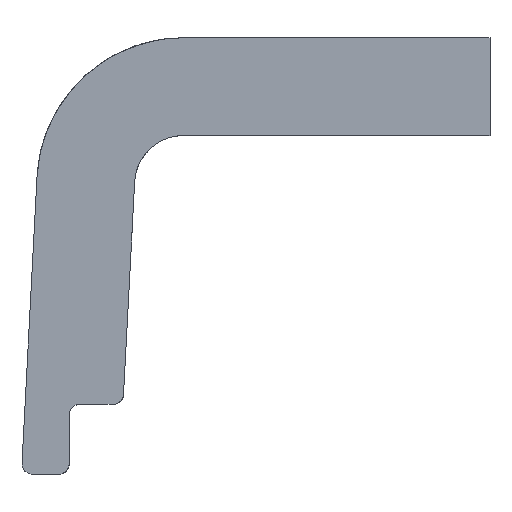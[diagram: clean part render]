
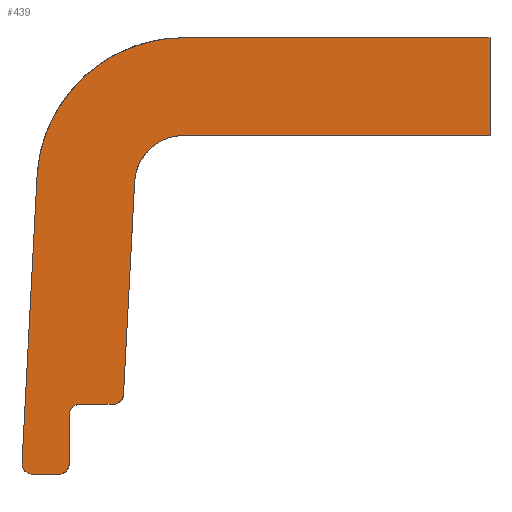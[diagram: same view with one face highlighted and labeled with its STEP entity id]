
A CAD part, top view. The second image highlights one B-rep face of the part: STEP entity #439.
In plain terms, the highlighted free-form (B-spline) face has degree [1, 1] with [2, 2] control points.
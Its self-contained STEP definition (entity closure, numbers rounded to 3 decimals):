
#320=(
BOUNDED_SURFACE()
B_SPLINE_SURFACE(1,1,((#321,#322),(#323,#324)),.UNSPECIFIED.,.F.,.F.,.F.)
B_SPLINE_SURFACE_WITH_KNOTS((2,2),(2,2),(0.000,1.000),(0.000,1.000),.UNSPECIFIED.)
GEOMETRIC_REPRESENTATION_ITEM()
RATIONAL_B_SPLINE_SURFACE(((1.,1.),(1.,1.)))
REPRESENTATION_ITEM('')
SURFACE()
);
#321=CARTESIAN_POINT('',(12.,0.,0.));
#322=CARTESIAN_POINT('',(-1.408,0.,0.));
#323=CARTESIAN_POINT('',(12.,12.5,0.));
#324=CARTESIAN_POINT('',(-1.408,12.5,0.));
#325=CARTESIAN_POINT('',(-0.05,0.3,0.));
#326=VERTEX_POINT('',#325);
#327=(
BOUNDED_CURVE()
B_SPLINE_CURVE(2,(#328,#329,#330),.UNSPECIFIED.,.F.,.F.)
B_SPLINE_CURVE_WITH_KNOTS((3,3),(0.000,1.000),.UNSPECIFIED.)
CURVE()
GEOMETRIC_REPRESENTATION_ITEM()
RATIONAL_B_SPLINE_CURVE((1.,0.707,1.))
REPRESENTATION_ITEM('')
);
#328=CARTESIAN_POINT('',(-0.05,0.3,0.));
#329=CARTESIAN_POINT('',(-0.05,0.,0.));
#330=CARTESIAN_POINT('',(-0.35,0.,0.));
#331=CARTESIAN_POINT('',(-0.35,0.,0.));
#332=VERTEX_POINT('',#331);
#333=EDGE_CURVE('',#326,#332,#327,.T.);
#334=ORIENTED_EDGE('',*,*,#333,.T.);
#335=(
BOUNDED_CURVE()
B_SPLINE_CURVE(1,(#336,#337),.UNSPECIFIED.,.F.,.F.)
B_SPLINE_CURVE_WITH_KNOTS((2,2),(0.000,1.000),.UNSPECIFIED.)
CURVE()
GEOMETRIC_REPRESENTATION_ITEM()
RATIONAL_B_SPLINE_CURVE((1.,1.))
REPRESENTATION_ITEM('')
);
#336=CARTESIAN_POINT('',(-0.35,0.,0.));
#337=CARTESIAN_POINT('',(-1.101,0.,0.));
#338=CARTESIAN_POINT('',(-1.101,0.,0.));
#339=VERTEX_POINT('',#338);
#340=EDGE_CURVE('',#332,#339,#335,.T.);
#341=ORIENTED_EDGE('',*,*,#340,.T.);
#342=(
BOUNDED_CURVE()
B_SPLINE_CURVE(2,(#343,#344,#345),.UNSPECIFIED.,.F.,.F.)
B_SPLINE_CURVE_WITH_KNOTS((3,3),(0.000,1.000),.UNSPECIFIED.)
CURVE()
GEOMETRIC_REPRESENTATION_ITEM()
RATIONAL_B_SPLINE_CURVE((1.,0.919,1.))
REPRESENTATION_ITEM('')
);
#343=CARTESIAN_POINT('',(-1.101,0.,0.));
#344=CARTESIAN_POINT('',(-1.23,0.,0.));
#345=CARTESIAN_POINT('',(-1.319,0.093,0.));
#346=CARTESIAN_POINT('',(-1.319,0.093,0.));
#347=VERTEX_POINT('',#346);
#348=EDGE_CURVE('',#339,#347,#342,.T.);
#349=ORIENTED_EDGE('',*,*,#348,.T.);
#350=(
BOUNDED_CURVE()
B_SPLINE_CURVE(2,(#351,#352,#353),.UNSPECIFIED.,.F.,.F.)
B_SPLINE_CURVE_WITH_KNOTS((3,3),(0.000,1.000),.UNSPECIFIED.)
CURVE()
GEOMETRIC_REPRESENTATION_ITEM()
RATIONAL_B_SPLINE_CURVE((1.,0.919,1.))
REPRESENTATION_ITEM('')
);
#351=CARTESIAN_POINT('',(-1.319,0.093,0.));
#352=CARTESIAN_POINT('',(-1.408,0.187,0.));
#353=CARTESIAN_POINT('',(-1.401,0.316,0.));
#354=CARTESIAN_POINT('',(-1.401,0.316,0.));
#355=VERTEX_POINT('',#354);
#356=EDGE_CURVE('',#347,#355,#350,.T.);
#357=ORIENTED_EDGE('',*,*,#356,.T.);
#358=(
BOUNDED_CURVE()
B_SPLINE_CURVE(1,(#359,#360),.UNSPECIFIED.,.F.,.F.)
B_SPLINE_CURVE_WITH_KNOTS((2,2),(0.000,1.000),.UNSPECIFIED.)
CURVE()
GEOMETRIC_REPRESENTATION_ITEM()
RATIONAL_B_SPLINE_CURVE((1.,1.))
REPRESENTATION_ITEM('')
);
#359=CARTESIAN_POINT('',(-1.401,0.316,0.));
#360=CARTESIAN_POINT('',(-0.971,8.52,0.));
#361=CARTESIAN_POINT('',(-0.971,8.52,0.));
#362=VERTEX_POINT('',#361);
#363=EDGE_CURVE('',#355,#362,#358,.T.);
#364=ORIENTED_EDGE('',*,*,#363,.T.);
#365=(
BOUNDED_CURVE()
B_SPLINE_CURVE(2,(#366,#367,#368),.UNSPECIFIED.,.F.,.F.)
B_SPLINE_CURVE_WITH_KNOTS((3,3),(0.000,1.000),.UNSPECIFIED.)
CURVE()
GEOMETRIC_REPRESENTATION_ITEM()
RATIONAL_B_SPLINE_CURVE((1.,0.725,1.))
REPRESENTATION_ITEM('')
);
#366=CARTESIAN_POINT('',(-0.971,8.52,0.));
#367=CARTESIAN_POINT('',(-0.762,12.5,0.));
#368=CARTESIAN_POINT('',(3.223,12.5,0.));
#369=CARTESIAN_POINT('',(3.223,12.5,0.));
#370=VERTEX_POINT('',#369);
#371=EDGE_CURVE('',#362,#370,#365,.T.);
#372=ORIENTED_EDGE('',*,*,#371,.T.);
#373=(
BOUNDED_CURVE()
B_SPLINE_CURVE(1,(#374,#375),.UNSPECIFIED.,.F.,.F.)
B_SPLINE_CURVE_WITH_KNOTS((2,2),(0.000,1.000),.UNSPECIFIED.)
CURVE()
GEOMETRIC_REPRESENTATION_ITEM()
RATIONAL_B_SPLINE_CURVE((1.,1.))
REPRESENTATION_ITEM('')
);
#374=CARTESIAN_POINT('',(3.223,12.5,0.));
#375=CARTESIAN_POINT('',(12.,12.5,0.));
#376=CARTESIAN_POINT('',(12.,12.5,0.));
#377=VERTEX_POINT('',#376);
#378=EDGE_CURVE('',#370,#377,#373,.T.);
#379=ORIENTED_EDGE('',*,*,#378,.T.);
#380=(
BOUNDED_CURVE()
B_SPLINE_CURVE(1,(#381,#382),.UNSPECIFIED.,.F.,.F.)
B_SPLINE_CURVE_WITH_KNOTS((2,2),(0.000,1.000),.UNSPECIFIED.)
CURVE()
GEOMETRIC_REPRESENTATION_ITEM()
RATIONAL_B_SPLINE_CURVE((1.,1.))
REPRESENTATION_ITEM('')
);
#381=CARTESIAN_POINT('',(12.,12.5,0.));
#382=CARTESIAN_POINT('',(12.,9.7,0.));
#383=CARTESIAN_POINT('',(12.,9.7,0.));
#384=VERTEX_POINT('',#383);
#385=EDGE_CURVE('',#377,#384,#380,.T.);
#386=ORIENTED_EDGE('',*,*,#385,.T.);
#387=(
BOUNDED_CURVE()
B_SPLINE_CURVE(1,(#388,#389),.UNSPECIFIED.,.F.,.F.)
B_SPLINE_CURVE_WITH_KNOTS((2,2),(0.000,1.000),.UNSPECIFIED.)
CURVE()
GEOMETRIC_REPRESENTATION_ITEM()
RATIONAL_B_SPLINE_CURVE((1.,1.))
REPRESENTATION_ITEM('')
);
#388=CARTESIAN_POINT('',(12.,9.7,0.));
#389=CARTESIAN_POINT('',(3.223,9.7,0.));
#390=CARTESIAN_POINT('',(3.223,9.7,0.));
#391=VERTEX_POINT('',#390);
#392=EDGE_CURVE('',#384,#391,#387,.T.);
#393=ORIENTED_EDGE('',*,*,#392,.T.);
#394=(
BOUNDED_CURVE()
B_SPLINE_CURVE(2,(#395,#396,#397),.UNSPECIFIED.,.F.,.F.)
B_SPLINE_CURVE_WITH_KNOTS((3,3),(0.000,1.000),.UNSPECIFIED.)
CURVE()
GEOMETRIC_REPRESENTATION_ITEM()
RATIONAL_B_SPLINE_CURVE((1.,0.725,1.))
REPRESENTATION_ITEM('')
);
#395=CARTESIAN_POINT('',(3.223,9.7,0.));
#396=CARTESIAN_POINT('',(1.895,9.7,0.));
#397=CARTESIAN_POINT('',(1.825,8.373,0.));
#398=CARTESIAN_POINT('',(1.825,8.373,0.));
#399=VERTEX_POINT('',#398);
#400=EDGE_CURVE('',#391,#399,#394,.T.);
#401=ORIENTED_EDGE('',*,*,#400,.T.);
#402=(
BOUNDED_CURVE()
B_SPLINE_CURVE(1,(#403,#404),.UNSPECIFIED.,.F.,.F.)
B_SPLINE_CURVE_WITH_KNOTS((2,2),(0.000,1.000),.UNSPECIFIED.)
CURVE()
GEOMETRIC_REPRESENTATION_ITEM()
RATIONAL_B_SPLINE_CURVE((1.,1.))
REPRESENTATION_ITEM('')
);
#403=CARTESIAN_POINT('',(1.825,8.373,0.));
#404=CARTESIAN_POINT('',(1.506,2.284,0.));
#405=CARTESIAN_POINT('',(1.506,2.284,0.));
#406=VERTEX_POINT('',#405);
#407=EDGE_CURVE('',#399,#406,#402,.T.);
#408=ORIENTED_EDGE('',*,*,#407,.T.);
#409=(
BOUNDED_CURVE()
B_SPLINE_CURVE(2,(#410,#411,#412),.UNSPECIFIED.,.F.,.F.)
B_SPLINE_CURVE_WITH_KNOTS((3,3),(0.000,1.000),.UNSPECIFIED.)
CURVE()
GEOMETRIC_REPRESENTATION_ITEM()
RATIONAL_B_SPLINE_CURVE((1.,0.725,1.))
REPRESENTATION_ITEM('')
);
#410=CARTESIAN_POINT('',(1.506,2.284,0.));
#411=CARTESIAN_POINT('',(1.491,2.,0.));
#412=CARTESIAN_POINT('',(1.206,2.,0.));
#413=CARTESIAN_POINT('',(1.206,2.,0.));
#414=VERTEX_POINT('',#413);
#415=EDGE_CURVE('',#406,#414,#409,.T.);
#416=ORIENTED_EDGE('',*,*,#415,.T.);
#417=(
BOUNDED_CURVE()
B_SPLINE_CURVE(1,(#418,#419),.UNSPECIFIED.,.F.,.F.)
B_SPLINE_CURVE_WITH_KNOTS((2,2),(0.000,1.000),.UNSPECIFIED.)
CURVE()
GEOMETRIC_REPRESENTATION_ITEM()
RATIONAL_B_SPLINE_CURVE((1.,1.))
REPRESENTATION_ITEM('')
);
#418=CARTESIAN_POINT('',(1.206,2.,0.));
#419=CARTESIAN_POINT('',(0.25,2.,0.));
#420=CARTESIAN_POINT('',(0.25,2.,0.));
#421=VERTEX_POINT('',#420);
#422=EDGE_CURVE('',#414,#421,#417,.T.);
#423=ORIENTED_EDGE('',*,*,#422,.T.);
#424=(
BOUNDED_CURVE()
B_SPLINE_CURVE(2,(#425,#426,#427),.UNSPECIFIED.,.F.,.F.)
B_SPLINE_CURVE_WITH_KNOTS((3,3),(0.000,1.000),.UNSPECIFIED.)
CURVE()
GEOMETRIC_REPRESENTATION_ITEM()
RATIONAL_B_SPLINE_CURVE((1.,0.707,1.))
REPRESENTATION_ITEM('')
);
#425=CARTESIAN_POINT('',(0.25,2.,0.));
#426=CARTESIAN_POINT('',(-0.05,2.,0.));
#427=CARTESIAN_POINT('',(-0.05,1.7,0.));
#428=CARTESIAN_POINT('',(-0.05,1.7,0.));
#429=VERTEX_POINT('',#428);
#430=EDGE_CURVE('',#421,#429,#424,.T.);
#431=ORIENTED_EDGE('',*,*,#430,.T.);
#432=(
BOUNDED_CURVE()
B_SPLINE_CURVE(1,(#433,#434),.UNSPECIFIED.,.F.,.F.)
B_SPLINE_CURVE_WITH_KNOTS((2,2),(0.000,1.000),.UNSPECIFIED.)
CURVE()
GEOMETRIC_REPRESENTATION_ITEM()
RATIONAL_B_SPLINE_CURVE((1.,1.))
REPRESENTATION_ITEM('')
);
#433=CARTESIAN_POINT('',(-0.05,1.7,0.));
#434=CARTESIAN_POINT('',(-0.05,0.3,0.));
#435=EDGE_CURVE('',#429,#326,#432,.T.);
#436=ORIENTED_EDGE('',*,*,#435,.T.);
#437=EDGE_LOOP('',(#334,#341,#349,#357,#364,#372,#379,#386,#393,#401,#408,#416,#423,#431,#436));
#438=FACE_OUTER_BOUND('',#437,.T.);
#439=ADVANCED_FACE('',(#438),#320,.T.);
